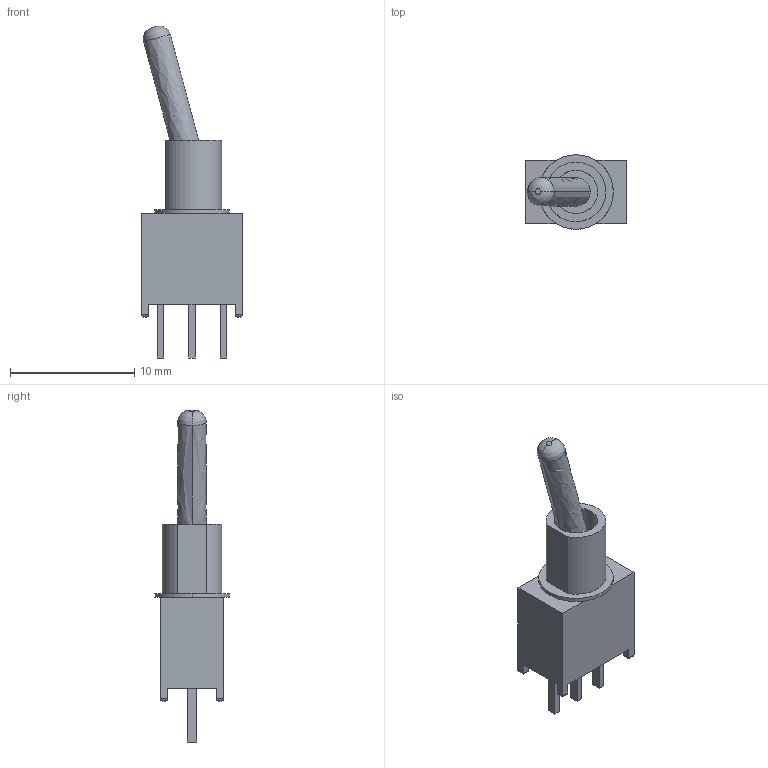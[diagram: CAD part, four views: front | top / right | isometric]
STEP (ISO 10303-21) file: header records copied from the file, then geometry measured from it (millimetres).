
FILE_DESCRIPTION (( 'STEP AP214' ), '1' );
FILE_NAME ('User Library-200MSP1T1B1M2QEH.STEP', '2021-02-03T12:28:17', ( '' ), ( '' ), 'SwSTEP 2.0', 'SolidWorks 2020', '' );
FILE_SCHEMA (( 'AUTOMOTIVE_DESIGN' ));
Length unit declared in the file: millimetre
Products named in the file (1): User Library-200MSP1T1B1M2QEH
Bounding box: 8.13 x 6 x 26.73 mm (x, y, z)
Volume: 439.3 mm3; surface area: 516.9 mm2
Topology: 1 solids, 1 shells, 67 faces, 161 edges, 100 vertices
Faces by surface type: plane 41, cylinder 22, bspline 4
Entity records: 2782 total; most frequent: CARTESIAN_POINT 863, ORIENTED_EDGE 322, DIRECTION 273, EDGE_CURVE 161, VECTOR 113, LINE 113, VERTEX_POINT 100, AXIS2_PLACEMENT_3D 80
